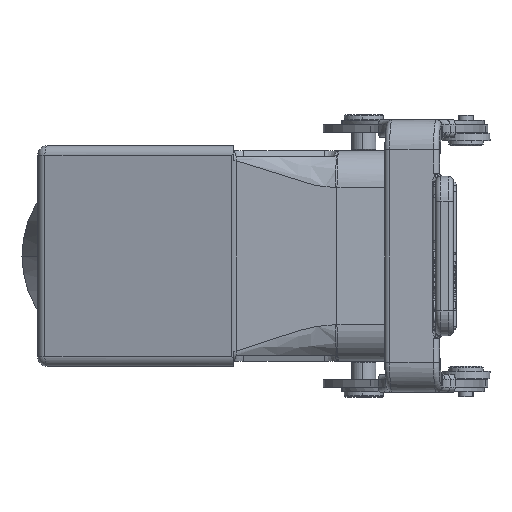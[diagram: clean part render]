
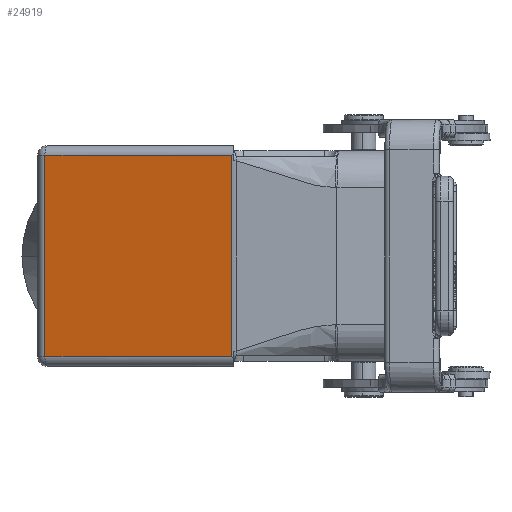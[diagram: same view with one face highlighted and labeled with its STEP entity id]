
A CAD part, left-side view. The second image highlights one B-rep face of the part: STEP entity #24919.
In plain terms, the highlighted planar face has unit normal (-0.966, 0.259, 0).
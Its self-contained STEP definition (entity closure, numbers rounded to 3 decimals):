
#306=DIRECTION('',(0.,0.,-1.));
#307=VECTOR('',#306,41.);
#308=CARTESIAN_POINT('',(-24.141,61.518,20.5));
#309=LINE('',#308,#307);
#325=DIRECTION('',(0.259,0.966,0.));
#326=VECTOR('',#325,39.439);
#327=CARTESIAN_POINT('',(-34.348,23.423,20.5));
#328=LINE('',#327,#326);
#336=DIRECTION('',(-0.259,-0.966,0.));
#337=VECTOR('',#336,39.439);
#338=CARTESIAN_POINT('',(-24.141,61.518,-20.5));
#339=LINE('',#338,#337);
#347=DIRECTION('',(0.,0.,1.));
#348=VECTOR('',#347,41.);
#349=CARTESIAN_POINT('',(-34.348,23.423,-20.5));
#350=LINE('',#349,#348);
#19719=CARTESIAN_POINT('',(-24.141,61.518,
-20.5));
#19720=VERTEX_POINT('',#19719);
#19721=CARTESIAN_POINT('',(-34.348,23.423,
-20.5));
#19722=VERTEX_POINT('',#19721);
#19723=CARTESIAN_POINT('',(-24.141,61.518,
20.5));
#19724=VERTEX_POINT('',#19723);
#19725=CARTESIAN_POINT('',(-34.348,23.423,
20.5));
#19726=VERTEX_POINT('',#19725);
#24906=CARTESIAN_POINT('',(-29.245,42.47,
0.));
#24907=DIRECTION('',(0.966,-0.259,0.));
#24908=DIRECTION('',(-0.259,-0.966,0.));
#24909=AXIS2_PLACEMENT_3D('',#24906,#24907,#24908);
#24910=PLANE('',#24909);
#24912=ORIENTED_EDGE('',*,*,#24911,.F.);
#24913=ORIENTED_EDGE('',*,*,#24872,.F.);
#24914=ORIENTED_EDGE('',*,*,#24894,.F.);
#24916=ORIENTED_EDGE('',*,*,#24915,.F.);
#24917=EDGE_LOOP('',(#24912,#24913,#24914,#24916));
#24918=FACE_OUTER_BOUND('',#24917,.F.);
#24919=ADVANCED_FACE('',(#24918),#24910,.F.);
#24872=EDGE_CURVE('',#19724,#19720,#309,.T.);
#24894=EDGE_CURVE('',#19726,#19724,#328,.T.);
#24911=EDGE_CURVE('',#19720,#19722,#339,.T.);
#24915=EDGE_CURVE('',#19722,#19726,#350,.T.);
